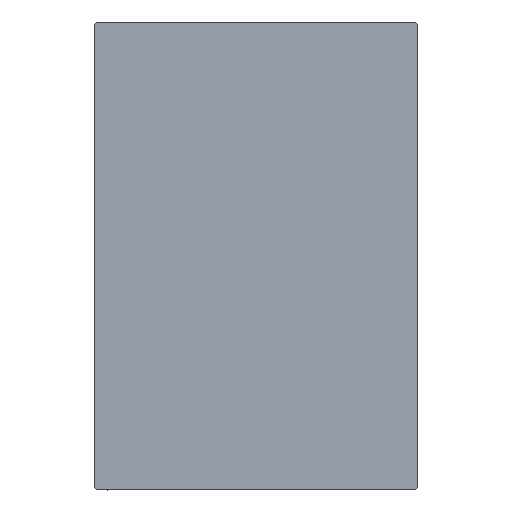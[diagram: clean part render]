
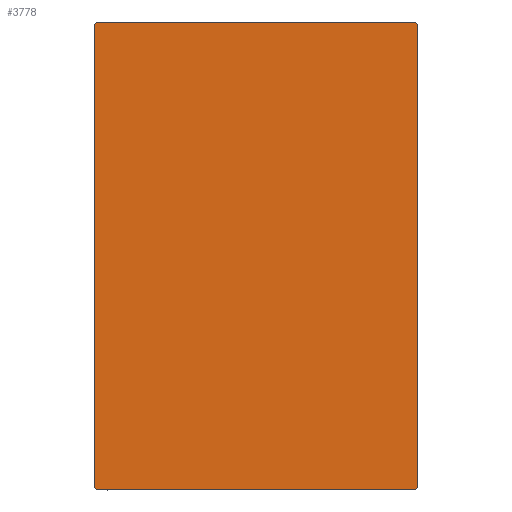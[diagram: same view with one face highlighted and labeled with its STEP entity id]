
A CAD part, left-side view. The second image highlights one B-rep face of the part: STEP entity #3778.
In plain terms, the highlighted face is planar.
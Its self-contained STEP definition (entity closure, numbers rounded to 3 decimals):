
#50 = VECTOR ( 'NONE', #2542, 1000. ) ;
#838 = CARTESIAN_POINT ( 'NONE',  ( 130., -22.5, -32.5 ) ) ;
#1090 = DIRECTION ( 'NONE',  ( 0., 0., 1. ) ) ;
#1886 = VERTEX_POINT ( 'NONE', #30932 ) ;
#2526 = DIRECTION ( 'NONE',  ( 0., -1., 0. ) ) ;
#2542 = DIRECTION ( 'NONE',  ( 0., -0.707, 0.707 ) ) ;
#2760 = EDGE_CURVE ( 'NONE', #18529, #36149, #10564, .T. ) ;
#3778 = ADVANCED_FACE ( 'NONE', ( #7321 ), #29826, .T. ) ;
#4413 = VECTOR ( 'NONE', #25951, 1000. ) ;
#5335 = LINE ( 'NONE', #8583, #6684 ) ;
#5542 = ORIENTED_EDGE ( 'NONE', *, *, #11189, .T. ) ;
#6388 = ORIENTED_EDGE ( 'NONE', *, *, #26573, .T. ) ;
#6639 = LINE ( 'NONE', #39495, #50 ) ;
#6684 = VECTOR ( 'NONE', #2526, 1000. ) ;
#6910 = DIRECTION ( 'NONE',  ( 1., 0., 0. ) ) ;
#7321 = FACE_OUTER_BOUND ( 'NONE', #24897, .T. ) ;
#7363 = ORIENTED_EDGE ( 'NONE', *, *, #37048, .T. ) ;
#7777 = CARTESIAN_POINT ( 'NONE',  ( 130., -27.35, 27.35 ) ) ;
#7991 = ORIENTED_EDGE ( 'NONE', *, *, #30927, .T. ) ;
#8088 = ORIENTED_EDGE ( 'NONE', *, *, #11903, .T. ) ;
#8583 = CARTESIAN_POINT ( 'NONE',  ( 130., 22.5, 32.5 ) ) ;
#8915 = VERTEX_POINT ( 'NONE', #29831 ) ;
#9501 = VERTEX_POINT ( 'NONE', #37847 ) ;
#10053 = VECTOR ( 'NONE', #28473, 1000. ) ;
#10564 = LINE ( 'NONE', #23739, #10053 ) ;
#10809 = LINE ( 'NONE', #7777, #34611 ) ;
#11189 = EDGE_CURVE ( 'NONE', #28442, #18529, #23874, .T. ) ;
#11903 = EDGE_CURVE ( 'NONE', #1886, #9501, #5335, .T. ) ;
#12179 = VECTOR ( 'NONE', #17384, 1000. ) ;
#12560 = VECTOR ( 'NONE', #13594, 1000. ) ;
#13165 = ORIENTED_EDGE ( 'NONE', *, *, #41292, .T. ) ;
#13594 = DIRECTION ( 'NONE',  ( 0., 1., 0. ) ) ;
#17384 = DIRECTION ( 'NONE',  ( 0., 0., -1. ) ) ;
#17833 = CARTESIAN_POINT ( 'NONE',  ( 130., 0., 0. ) ) ;
#18525 = ORIENTED_EDGE ( 'NONE', *, *, #2760, .T. ) ;
#18529 = VERTEX_POINT ( 'NONE', #26286 ) ;
#18604 = LINE ( 'NONE', #41728, #4413 ) ;
#19673 = CARTESIAN_POINT ( 'NONE',  ( 130., -22.2, -32.5 ) ) ;
#20512 = DIRECTION ( 'NONE',  ( 0., 0., -1. ) ) ;
#20772 = CARTESIAN_POINT ( 'NONE',  ( 130., 22.2, -32.5 ) ) ;
#20872 = VERTEX_POINT ( 'NONE', #35753 ) ;
#21071 = VECTOR ( 'NONE', #1090, 1000. ) ;
#23739 = CARTESIAN_POINT ( 'NONE',  ( 130., -27.35, -27.35 ) ) ;
#23874 = LINE ( 'NONE', #27326, #12179 ) ;
#24632 = LINE ( 'NONE', #37826, #21071 ) ;
#24897 = EDGE_LOOP ( 'NONE', ( #33708, #7363, #13165, #6388, #8088, #7991, #5542, #18525 ) ) ;
#25237 = AXIS2_PLACEMENT_3D ( 'NONE', #17833, #6910, #20512 ) ;
#25951 = DIRECTION ( 'NONE',  ( 0., 0.707, 0.707 ) ) ;
#26286 = CARTESIAN_POINT ( 'NONE',  ( 130., -22.5, -32.2 ) ) ;
#26573 = EDGE_CURVE ( 'NONE', #20872, #1886, #6639, .T. ) ;
#27326 = CARTESIAN_POINT ( 'NONE',  ( 130., -22.5, 32.5 ) ) ;
#28442 = VERTEX_POINT ( 'NONE', #36845 ) ;
#28473 = DIRECTION ( 'NONE',  ( 0., 0.707, -0.707 ) ) ;
#29826 = PLANE ( 'NONE',  #25237 ) ;
#29831 = CARTESIAN_POINT ( 'NONE',  ( 130., 22.5, -32.2 ) ) ;
#30076 = EDGE_CURVE ( 'NONE', #36149, #36031, #33270, .T. ) ;
#30927 = EDGE_CURVE ( 'NONE', #9501, #28442, #10809, .T. ) ;
#30932 = CARTESIAN_POINT ( 'NONE',  ( 130., 22.2, 32.5 ) ) ;
#31123 = DIRECTION ( 'NONE',  ( 0., -0.707, -0.707 ) ) ;
#33270 = LINE ( 'NONE', #838, #12560 ) ;
#33708 = ORIENTED_EDGE ( 'NONE', *, *, #30076, .T. ) ;
#34611 = VECTOR ( 'NONE', #31123, 1000. ) ;
#35753 = CARTESIAN_POINT ( 'NONE',  ( 130., 22.5, 32.2 ) ) ;
#36031 = VERTEX_POINT ( 'NONE', #20772 ) ;
#36149 = VERTEX_POINT ( 'NONE', #19673 ) ;
#36845 = CARTESIAN_POINT ( 'NONE',  ( 130., -22.5, 32.2 ) ) ;
#37048 = EDGE_CURVE ( 'NONE', #36031, #8915, #18604, .T. ) ;
#37826 = CARTESIAN_POINT ( 'NONE',  ( 130., 22.5, -32.5 ) ) ;
#37847 = CARTESIAN_POINT ( 'NONE',  ( 130., -22.2, 32.5 ) ) ;
#39495 = CARTESIAN_POINT ( 'NONE',  ( 130., 27.35, 27.35 ) ) ;
#41292 = EDGE_CURVE ( 'NONE', #8915, #20872, #24632, .T. ) ;
#41728 = CARTESIAN_POINT ( 'NONE',  ( 130., 27.35, -27.35 ) ) ;
